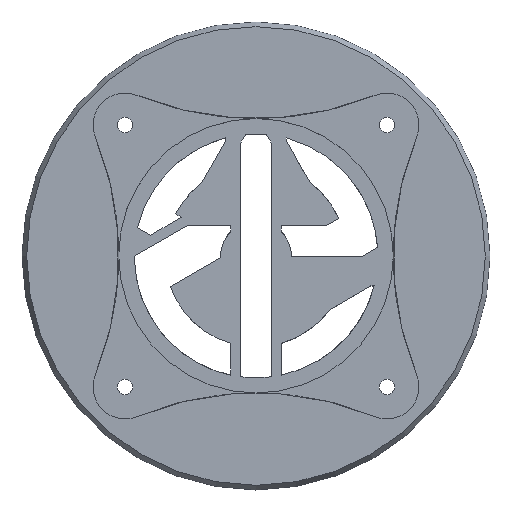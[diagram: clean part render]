
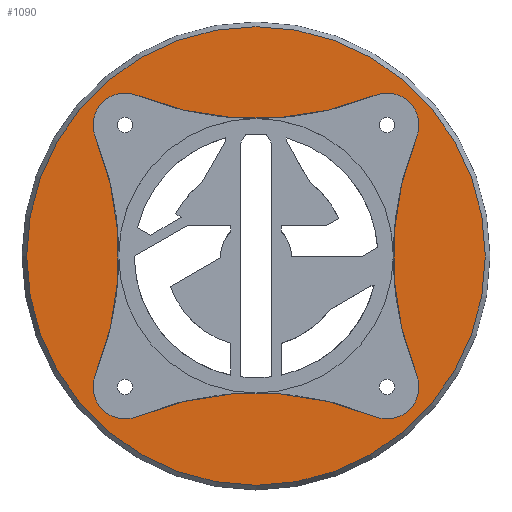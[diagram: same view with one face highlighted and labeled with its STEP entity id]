
A CAD part, top view. The second image highlights one B-rep face of the part: STEP entity #1090.
In plain terms, the highlighted planar face has unit normal (0, 0, 1).
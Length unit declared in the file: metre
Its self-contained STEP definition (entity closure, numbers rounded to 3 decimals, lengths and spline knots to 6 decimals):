
#243=PLANE('',#1151);
#465=ORIENTED_EDGE('',*,*,#664,.F.);
#466=ORIENTED_EDGE('',*,*,#665,.T.);
#467=ORIENTED_EDGE('',*,*,#666,.F.);
#468=ORIENTED_EDGE('',*,*,#667,.T.);
#469=ORIENTED_EDGE('',*,*,#668,.F.);
#470=ORIENTED_EDGE('',*,*,#669,.T.);
#471=ORIENTED_EDGE('',*,*,#670,.F.);
#472=ORIENTED_EDGE('',*,*,#671,.T.);
#473=ORIENTED_EDGE('',*,*,#672,.T.);
#664=EDGE_CURVE('',#782,#783,#818,.T.);
#665=EDGE_CURVE('',#782,#784,#819,.T.);
#666=EDGE_CURVE('',#785,#784,#820,.T.);
#667=EDGE_CURVE('',#785,#786,#821,.T.);
#668=EDGE_CURVE('',#787,#786,#822,.T.);
#669=EDGE_CURVE('',#787,#788,#823,.T.);
#670=EDGE_CURVE('',#789,#788,#824,.T.);
#671=EDGE_CURVE('',#789,#783,#825,.T.);
#672=EDGE_CURVE('',#790,#790,#826,.T.);
#782=VERTEX_POINT('',#2768);
#783=VERTEX_POINT('',#2769);
#784=VERTEX_POINT('',#2771);
#785=VERTEX_POINT('',#2773);
#786=VERTEX_POINT('',#2775);
#787=VERTEX_POINT('',#2777);
#788=VERTEX_POINT('',#2779);
#789=VERTEX_POINT('',#2781);
#790=VERTEX_POINT('',#2784);
#818=CIRCLE('',#1152,0.0041);
#819=CIRCLE('',#1153,0.040743);
#820=CIRCLE('',#1154,0.0041);
#821=CIRCLE('',#1155,0.040359);
#822=CIRCLE('',#1156,0.0041);
#823=CIRCLE('',#1157,0.039983);
#824=CIRCLE('',#1158,0.0041);
#825=CIRCLE('',#1159,0.040359);
#826=CIRCLE('',#1160,0.0294);
#905=EDGE_LOOP('',(#465,#466,#467,#468,#469,#470,#471,#472));
#906=EDGE_LOOP('',(#473));
#996=FACE_BOUND('',#905,.T.);
#997=FACE_BOUND('',#906,.T.);
#1090=ADVANCED_FACE('',(#996,#997),#243,.T.);
#1151=AXIS2_PLACEMENT_3D('',#2766,#1333,#1334);
#1152=AXIS2_PLACEMENT_3D('',#2767,#1335,#1336);
#1153=AXIS2_PLACEMENT_3D('',#2770,#1337,#1338);
#1154=AXIS2_PLACEMENT_3D('',#2772,#1339,#1340);
#1155=AXIS2_PLACEMENT_3D('',#2774,#1341,#1342);
#1156=AXIS2_PLACEMENT_3D('',#2776,#1343,#1344);
#1157=AXIS2_PLACEMENT_3D('',#2778,#1345,#1346);
#1158=AXIS2_PLACEMENT_3D('',#2780,#1347,#1348);
#1159=AXIS2_PLACEMENT_3D('',#2782,#1349,#1350);
#1160=AXIS2_PLACEMENT_3D('',#2783,#1351,#1352);
#1333=DIRECTION('',(0.,0.,1.));
#1334=DIRECTION('',(1.,0.,0.));
#1335=DIRECTION('',(0.,0.,1.));
#1336=DIRECTION('',(1.,0.,0.));
#1337=DIRECTION('',(0.,0.,1.));
#1338=DIRECTION('',(1.,0.,0.));
#1339=DIRECTION('',(0.,0.,1.));
#1340=DIRECTION('',(1.,0.,0.));
#1341=DIRECTION('',(0.,0.,1.));
#1342=DIRECTION('',(1.,0.,0.));
#1343=DIRECTION('',(0.,0.,1.));
#1344=DIRECTION('',(1.,0.,0.));
#1345=DIRECTION('',(0.,0.,1.));
#1346=DIRECTION('',(1.,0.,0.));
#1347=DIRECTION('',(0.,0.,1.));
#1348=DIRECTION('',(1.,0.,0.));
#1349=DIRECTION('',(0.,0.,1.));
#1350=DIRECTION('',(1.,0.,0.));
#1351=DIRECTION('',(0.,0.,1.));
#1352=DIRECTION('',(1.,0.,0.));
#2766=CARTESIAN_POINT('',(0.,0.,-0.0097));
#2767=CARTESIAN_POINT('',(-0.016794,0.016794,-0.0097));
#2768=CARTESIAN_POINT('',(-0.015258,0.020595,-0.0097));
#2769=CARTESIAN_POINT('',(-0.02059,0.015245,-0.0097));
#2770=CARTESIAN_POINT('',(0.,0.058374,-0.0097));
#2771=CARTESIAN_POINT('',(0.015258,0.020595,-0.0097));
#2772=CARTESIAN_POINT('',(0.016794,0.016794,-0.0097));
#2773=CARTESIAN_POINT('',(0.02059,0.015245,-0.0097));
#2774=CARTESIAN_POINT('',(0.057959,0.,-0.0097));
#2775=CARTESIAN_POINT('',(0.02059,-0.015245,-0.0097));
#2776=CARTESIAN_POINT('',(0.016794,-0.016794,-0.0097));
#2777=CARTESIAN_POINT('',(0.015232,-0.020585,-0.0097));
#2778=CARTESIAN_POINT('',(0.,-0.057552,-0.0097));
#2779=CARTESIAN_POINT('',(-0.015232,-0.020585,-0.0097));
#2780=CARTESIAN_POINT('',(-0.016794,-0.016794,-0.0097));
#2781=CARTESIAN_POINT('',(-0.02059,-0.015245,-0.0097));
#2782=CARTESIAN_POINT('',(-0.057959,0.,-0.0097));
#2783=CARTESIAN_POINT('',(0.,0.,-0.0097));
#2784=CARTESIAN_POINT('',(0.0294,0.,-0.0097));
